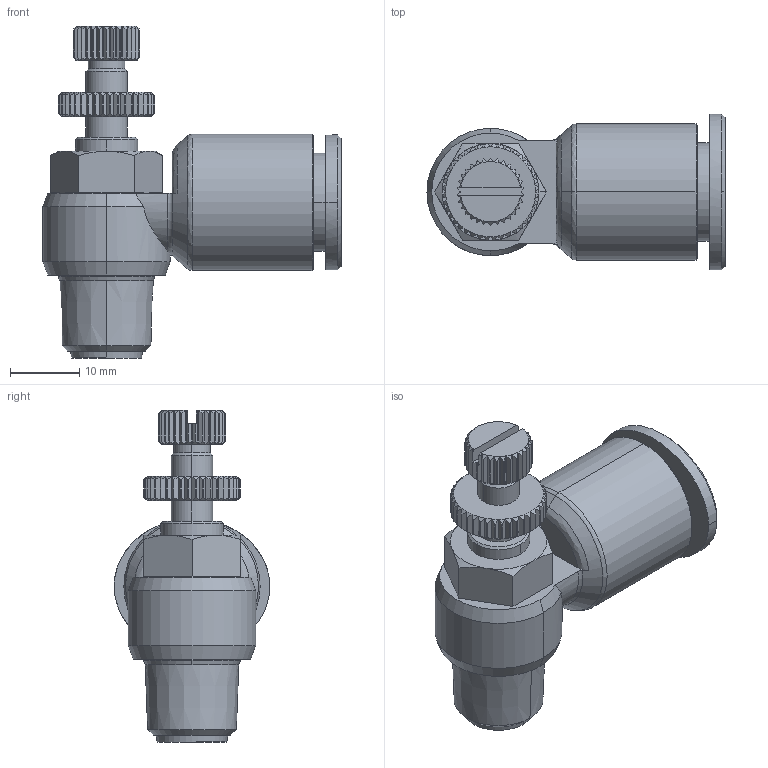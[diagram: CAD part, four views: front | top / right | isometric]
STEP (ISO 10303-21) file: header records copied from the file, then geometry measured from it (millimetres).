
FILE_DESCRIPTION (( 'STEP AP214' ), '1' );
FILE_NAME ('NSE12-02IN.STEP', '2015-10-27T15:30:16', ( '' ), ( '' ), 'SwSTEP 2.0', 'SolidWorks 2015', '' );
FILE_SCHEMA (( 'AUTOMOTIVE_DESIGN' ));
Length unit declared in the file: millimetre
Products named in the file (2): ｦ+ﾃｦ1; NSE12-02IN
Assembly tree (1 placements, depth 2):
  NSE12-02IN
    ｦ+ﾃｦ1
Bounding box: 43.1 x 22.5 x 48 mm (x, y, z)
Volume: 11412.9 mm3; surface area: 6078.9 mm2
Topology: 1 solids, 1 shells, 762 faces, 2023 edges, 1286 vertices
Faces by surface type: plane 499, cylinder 132, cone 116, bspline 13, torus 2
Entity records: 25899 total; most frequent: CARTESIAN_POINT 7004, ORIENTED_EDGE 4046, DIRECTION 3450, EDGE_CURVE 2023, VECTOR 1300, LINE 1300, VERTEX_POINT 1286, AXIS2_PLACEMENT_3D 1075
